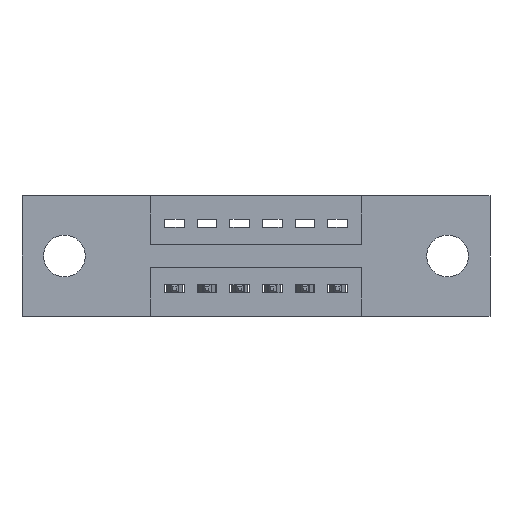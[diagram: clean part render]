
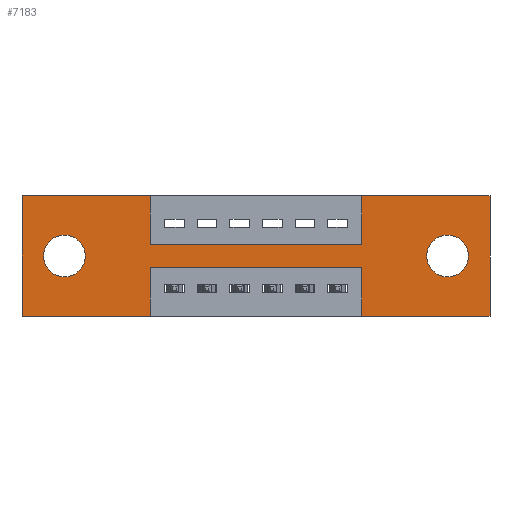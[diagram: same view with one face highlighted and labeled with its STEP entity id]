
A CAD part, front view. The second image highlights one B-rep face of the part: STEP entity #7183.
In plain terms, the highlighted planar face has unit normal (0, -1, 0).
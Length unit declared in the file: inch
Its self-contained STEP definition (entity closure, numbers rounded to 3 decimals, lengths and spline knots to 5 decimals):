
#12 = CIRCLE ( 'NONE', #7890, 0.064 ) ;
#218 = DIRECTION ( 'NONE',  ( 0., 0., 1. ) ) ;
#247 = VERTEX_POINT ( 'NONE', #7339 ) ;
#269 = ORIENTED_EDGE ( 'NONE', *, *, #2235, .F. ) ;
#422 = DIRECTION ( 'NONE',  ( -1., 0., 0. ) ) ;
#526 = ORIENTED_EDGE ( 'NONE', *, *, #741, .F. ) ;
#617 = FACE_BOUND ( 'NONE', #3847, .T. ) ;
#670 = DIRECTION ( 'NONE',  ( 1., 0., 0. ) ) ;
#741 = EDGE_CURVE ( 'NONE', #5633, #5041, #4880, .T. ) ;
#773 = VERTEX_POINT ( 'NONE', #7471 ) ;
#779 = CARTESIAN_POINT ( 'NONE',  ( 0., 0., -0.37 ) ) ;
#827 = VECTOR ( 'NONE', #2943, 39.37008 ) ;
#856 = CARTESIAN_POINT ( 'NONE',  ( 0.13, 0., -0.121 ) ) ;
#938 = ORIENTED_EDGE ( 'NONE', *, *, #8219, .F. ) ;
#1079 = DIRECTION ( 'NONE',  ( 0., 0., 1. ) ) ;
#1111 = ORIENTED_EDGE ( 'NONE', *, *, #2451, .F. ) ;
#1160 = CARTESIAN_POINT ( 'NONE',  ( 1.305, 0., -0.185 ) ) ;
#1402 = ORIENTED_EDGE ( 'NONE', *, *, #8985, .F. ) ;
#1410 = DIRECTION ( 'NONE',  ( 0., 0., -1. ) ) ;
#1440 = VERTEX_POINT ( 'NONE', #1937 ) ;
#1504 = CARTESIAN_POINT ( 'NONE',  ( 0., 0., -0.37 ) ) ;
#1638 = VECTOR ( 'NONE', #1812, 39.37008 ) ;
#1710 = DIRECTION ( 'NONE',  ( 0., 0., -1. ) ) ;
#1716 = CARTESIAN_POINT ( 'NONE',  ( 1.305, 0., -0.249 ) ) ;
#1807 = VECTOR ( 'NONE', #1710, 39.37008 ) ;
#1812 = DIRECTION ( 'NONE',  ( 1., 0., 0. ) ) ;
#1937 = CARTESIAN_POINT ( 'NONE',  ( 0.3925, 0., 0. ) ) ;
#1989 = CARTESIAN_POINT ( 'NONE',  ( 1.0425, 0., 0. ) ) ;
#2077 = DIRECTION ( 'NONE',  ( 0., 0., -1. ) ) ;
#2202 = VERTEX_POINT ( 'NONE', #8684 ) ;
#2227 = VECTOR ( 'NONE', #4536, 39.37008 ) ;
#2235 = EDGE_CURVE ( 'NONE', #7616, #4205, #2579, .T. ) ;
#2253 = ORIENTED_EDGE ( 'NONE', *, *, #8385, .F. ) ;
#2276 = PLANE ( 'NONE',  #4791 ) ;
#2359 = LINE ( 'NONE', #5865, #4420 ) ;
#2451 = EDGE_CURVE ( 'NONE', #6464, #2202, #8134, .T. ) ;
#2469 = VECTOR ( 'NONE', #6450, 39.37008 ) ;
#2514 = CARTESIAN_POINT ( 'NONE',  ( 0.13, 0., -0.185 ) ) ;
#2579 = LINE ( 'NONE', #8595, #2469 ) ;
#2616 = DIRECTION ( 'NONE',  ( 0., 1., 0. ) ) ;
#2674 = CARTESIAN_POINT ( 'NONE',  ( 0., 0., -0.37 ) ) ;
#2696 = VERTEX_POINT ( 'NONE', #3972 ) ;
#2785 = EDGE_CURVE ( 'NONE', #4635, #3643, #9021, .T. ) ;
#2837 = ORIENTED_EDGE ( 'NONE', *, *, #6615, .F. ) ;
#2842 = EDGE_LOOP ( 'NONE', ( #526, #2253, #8517, #1111, #1402, #5551, #7101, #2837, #938, #6471, #269, #4428 ) ) ;
#2852 = VECTOR ( 'NONE', #2077, 39.37008 ) ;
#2897 = CARTESIAN_POINT ( 'NONE',  ( 0.13, 0., -0.249 ) ) ;
#2943 = DIRECTION ( 'NONE',  ( 0., 0., -1. ) ) ;
#3015 = LINE ( 'NONE', #2674, #8008 ) ;
#3048 = LINE ( 'NONE', #3526, #6810 ) ;
#3056 = EDGE_CURVE ( 'NONE', #3643, #4635, #3951, .T. ) ;
#3099 = LINE ( 'NONE', #5533, #1638 ) ;
#3287 = DIRECTION ( 'NONE',  ( 0., 0., -1. ) ) ;
#3406 = EDGE_CURVE ( 'NONE', #4205, #1440, #3048, .T. ) ;
#3493 = AXIS2_PLACEMENT_3D ( 'NONE', #2514, #4716, #1079 ) ;
#3526 = CARTESIAN_POINT ( 'NONE',  ( 0., 0., 0. ) ) ;
#3643 = VERTEX_POINT ( 'NONE', #856 ) ;
#3780 = LINE ( 'NONE', #6620, #2852 ) ;
#3847 = EDGE_LOOP ( 'NONE', ( #4451, #8912 ) ) ;
#3885 = DIRECTION ( 'NONE',  ( -1., 0., 0. ) ) ;
#3951 = CIRCLE ( 'NONE', #3493, 0.064 ) ;
#3972 = CARTESIAN_POINT ( 'NONE',  ( 1.0425, 0., -0.15 ) ) ;
#4107 = EDGE_CURVE ( 'NONE', #2202, #4463, #2359, .T. ) ;
#4205 = VERTEX_POINT ( 'NONE', #6717 ) ;
#4324 = EDGE_CURVE ( 'NONE', #8646, #7086, #6903, .T. ) ;
#4420 = VECTOR ( 'NONE', #218, 39.37008 ) ;
#4428 = ORIENTED_EDGE ( 'NONE', *, *, #5093, .F. ) ;
#4451 = ORIENTED_EDGE ( 'NONE', *, *, #3056, .T. ) ;
#4463 = VERTEX_POINT ( 'NONE', #5381 ) ;
#4536 = DIRECTION ( 'NONE',  ( -1., 0., 0. ) ) ;
#4610 = LINE ( 'NONE', #5051, #8658 ) ;
#4635 = VERTEX_POINT ( 'NONE', #2897 ) ;
#4689 = LINE ( 'NONE', #6756, #6712 ) ;
#4716 = DIRECTION ( 'NONE',  ( 0., 1., 0. ) ) ;
#4718 = DIRECTION ( 'NONE',  ( 0., 0., 1. ) ) ;
#4791 = AXIS2_PLACEMENT_3D ( 'NONE', #779, #6522, #1410 ) ;
#4819 = CARTESIAN_POINT ( 'NONE',  ( 1.305, 0., -0.185 ) ) ;
#4880 = LINE ( 'NONE', #6755, #1807 ) ;
#5041 = VERTEX_POINT ( 'NONE', #6319 ) ;
#5051 = CARTESIAN_POINT ( 'NONE',  ( 0.3925, 0., -0.15 ) ) ;
#5093 = EDGE_CURVE ( 'NONE', #5041, #7616, #3015, .T. ) ;
#5311 = CARTESIAN_POINT ( 'NONE',  ( 0., 0., -0.37 ) ) ;
#5331 = CARTESIAN_POINT ( 'NONE',  ( 1.0425, 0., 0. ) ) ;
#5381 = CARTESIAN_POINT ( 'NONE',  ( 1.0425, 0., -0.22 ) ) ;
#5402 = ORIENTED_EDGE ( 'NONE', *, *, #4324, .T. ) ;
#5533 = CARTESIAN_POINT ( 'NONE',  ( 0., 0., 0. ) ) ;
#5551 = ORIENTED_EDGE ( 'NONE', *, *, #7052, .F. ) ;
#5633 = VERTEX_POINT ( 'NONE', #7935 ) ;
#5865 = CARTESIAN_POINT ( 'NONE',  ( 1.0425, 0., -0.37 ) ) ;
#6254 = AXIS2_PLACEMENT_3D ( 'NONE', #9102, #2616, #9130 ) ;
#6319 = CARTESIAN_POINT ( 'NONE',  ( 0.3925, 0., -0.37 ) ) ;
#6450 = DIRECTION ( 'NONE',  ( 0., 0., 1. ) ) ;
#6464 = VERTEX_POINT ( 'NONE', #7782 ) ;
#6471 = ORIENTED_EDGE ( 'NONE', *, *, #3406, .F. ) ;
#6522 = DIRECTION ( 'NONE',  ( 0., -1., 0. ) ) ;
#6595 = CARTESIAN_POINT ( 'NONE',  ( 0.3925, 0., 0. ) ) ;
#6615 = EDGE_CURVE ( 'NONE', #773, #2696, #4610, .T. ) ;
#6620 = CARTESIAN_POINT ( 'NONE',  ( 1.435, 0., 0. ) ) ;
#6712 = VECTOR ( 'NONE', #3885, 39.37008 ) ;
#6717 = CARTESIAN_POINT ( 'NONE',  ( 0., 0., 0. ) ) ;
#6755 = CARTESIAN_POINT ( 'NONE',  ( 0.3925, 0., -0.37 ) ) ;
#6756 = CARTESIAN_POINT ( 'NONE',  ( 0.3925, 0., -0.22 ) ) ;
#6810 = VECTOR ( 'NONE', #670, 39.37008 ) ;
#6877 = DIRECTION ( 'NONE',  ( 0., 1., 0. ) ) ;
#6903 = CIRCLE ( 'NONE', #7644, 0.064 ) ;
#7052 = EDGE_CURVE ( 'NONE', #9267, #247, #3099, .T. ) ;
#7086 = VERTEX_POINT ( 'NONE', #7290 ) ;
#7091 = FACE_OUTER_BOUND ( 'NONE', #2842, .T. ) ;
#7094 = ORIENTED_EDGE ( 'NONE', *, *, #9402, .T. ) ;
#7101 = ORIENTED_EDGE ( 'NONE', *, *, #7260, .F. ) ;
#7183 = ADVANCED_FACE ( 'NONE', ( #7990, #617, #7091 ), #2276, .T. ) ;
#7260 = EDGE_CURVE ( 'NONE', #2696, #9267, #8095, .T. ) ;
#7290 = CARTESIAN_POINT ( 'NONE',  ( 1.305, 0., -0.121 ) ) ;
#7339 = CARTESIAN_POINT ( 'NONE',  ( 1.435, 0., 0. ) ) ;
#7412 = VECTOR ( 'NONE', #4718, 39.37008 ) ;
#7471 = CARTESIAN_POINT ( 'NONE',  ( 0.3925, 0., -0.15 ) ) ;
#7616 = VERTEX_POINT ( 'NONE', #5311 ) ;
#7644 = AXIS2_PLACEMENT_3D ( 'NONE', #1160, #6877, #3287 ) ;
#7782 = CARTESIAN_POINT ( 'NONE',  ( 1.435, 0., -0.37 ) ) ;
#7849 = DIRECTION ( 'NONE',  ( 1., 0., 0. ) ) ;
#7890 = AXIS2_PLACEMENT_3D ( 'NONE', #4819, #9134, #8408 ) ;
#7935 = CARTESIAN_POINT ( 'NONE',  ( 0.3925, 0., -0.22 ) ) ;
#7990 = FACE_BOUND ( 'NONE', #8830, .T. ) ;
#8008 = VECTOR ( 'NONE', #422, 39.37008 ) ;
#8086 = LINE ( 'NONE', #6595, #827 ) ;
#8095 = LINE ( 'NONE', #5331, #7412 ) ;
#8134 = LINE ( 'NONE', #1504, #2227 ) ;
#8219 = EDGE_CURVE ( 'NONE', #1440, #773, #8086, .T. ) ;
#8385 = EDGE_CURVE ( 'NONE', #4463, #5633, #4689, .T. ) ;
#8408 = DIRECTION ( 'NONE',  ( 0., 0., -1. ) ) ;
#8517 = ORIENTED_EDGE ( 'NONE', *, *, #4107, .F. ) ;
#8595 = CARTESIAN_POINT ( 'NONE',  ( 0., 0., 0. ) ) ;
#8646 = VERTEX_POINT ( 'NONE', #1716 ) ;
#8658 = VECTOR ( 'NONE', #7849, 39.37008 ) ;
#8684 = CARTESIAN_POINT ( 'NONE',  ( 1.0425, 0., -0.37 ) ) ;
#8830 = EDGE_LOOP ( 'NONE', ( #7094, #5402 ) ) ;
#8912 = ORIENTED_EDGE ( 'NONE', *, *, #2785, .T. ) ;
#8985 = EDGE_CURVE ( 'NONE', #247, #6464, #3780, .T. ) ;
#9021 = CIRCLE ( 'NONE', #6254, 0.064 ) ;
#9102 = CARTESIAN_POINT ( 'NONE',  ( 0.13, 0., -0.185 ) ) ;
#9130 = DIRECTION ( 'NONE',  ( 0., 0., 1. ) ) ;
#9134 = DIRECTION ( 'NONE',  ( 0., 1., 0. ) ) ;
#9267 = VERTEX_POINT ( 'NONE', #1989 ) ;
#9402 = EDGE_CURVE ( 'NONE', #7086, #8646, #12, .T. ) ;
